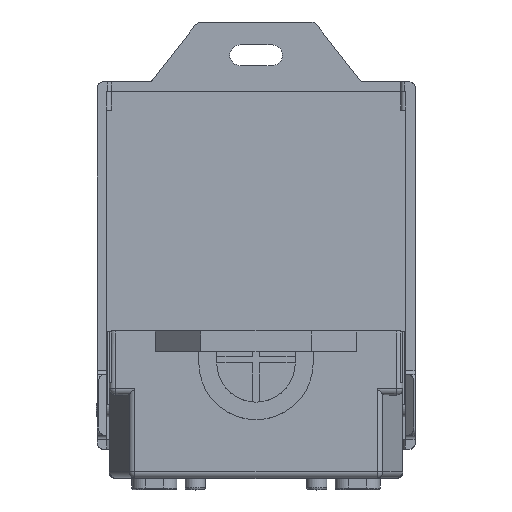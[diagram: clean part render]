
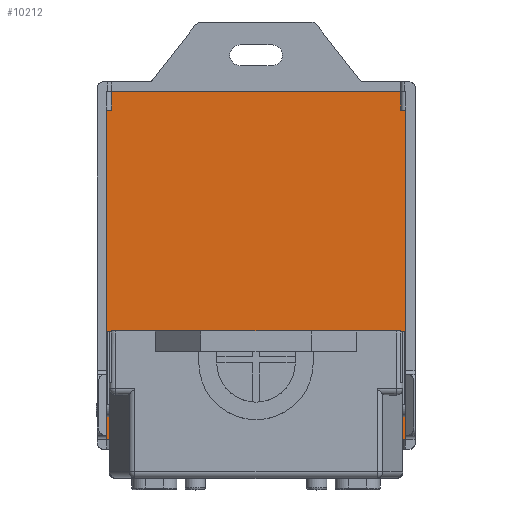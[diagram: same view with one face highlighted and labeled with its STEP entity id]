
A CAD part, top view. The second image highlights one B-rep face of the part: STEP entity #10212.
In plain terms, the highlighted face is planar.
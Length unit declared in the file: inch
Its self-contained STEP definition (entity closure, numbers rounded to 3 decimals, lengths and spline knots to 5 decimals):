
#140 = DIRECTION ( 'NONE',  ( 0., 0., 1. ) ) ;
#227 = VERTEX_POINT ( 'NONE', #13492 ) ;
#469 = VECTOR ( 'NONE', #17779, 39.37008 ) ;
#1011 = VECTOR ( 'NONE', #6908, 39.37008 ) ;
#1083 = VERTEX_POINT ( 'NONE', #10914 ) ;
#1612 = DIRECTION ( 'NONE',  ( 0., -1., 0. ) ) ;
#1764 = CARTESIAN_POINT ( 'NONE',  ( -1.54, -0.095, -1.685 ) ) ;
#1800 = ORIENTED_EDGE ( 'NONE', *, *, #10820, .F. ) ;
#1954 = FACE_OUTER_BOUND ( 'NONE', #2701, .T. ) ;
#2046 = ORIENTED_EDGE ( 'NONE', *, *, #20434, .F. ) ;
#2701 = EDGE_LOOP ( 'NONE', ( #6609, #13519, #14538, #4650, #21822, #7415, #2046, #1800, #2861, #2868, #14558, #16895 ) ) ;
#2740 = LINE ( 'NONE', #19075, #6656 ) ;
#2861 = ORIENTED_EDGE ( 'NONE', *, *, #14888, .F. ) ;
#2868 = ORIENTED_EDGE ( 'NONE', *, *, #9117, .F. ) ;
#2957 = CARTESIAN_POINT ( 'NONE',  ( 1.445, -0.095, -1.685 ) ) ;
#3041 = DIRECTION ( 'NONE',  ( -1., 0., 0. ) ) ;
#3235 = CARTESIAN_POINT ( 'NONE',  ( -1.54, -0.095, -1.78 ) ) ;
#3259 = CARTESIAN_POINT ( 'NONE',  ( 0.76, -0.095, -1.565 ) ) ;
#3906 = VECTOR ( 'NONE', #6802, 39.37008 ) ;
#3944 = VERTEX_POINT ( 'NONE', #2957 ) ;
#3998 = DIRECTION ( 'NONE',  ( -1., 0., 0. ) ) ;
#4573 = CARTESIAN_POINT ( 'NONE',  ( 0.76, -0.095, -1.685 ) ) ;
#4650 = ORIENTED_EDGE ( 'NONE', *, *, #8323, .F. ) ;
#4694 = LINE ( 'NONE', #20877, #9139 ) ;
#5121 = VECTOR ( 'NONE', #15521, 39.37008 ) ;
#5129 = DIRECTION ( 'NONE',  ( -1., 0., 0. ) ) ;
#5317 = CARTESIAN_POINT ( 'NONE',  ( -1.54, -0.095, 1.685 ) ) ;
#5831 = LINE ( 'NONE', #20377, #18881 ) ;
#5883 = CARTESIAN_POINT ( 'NONE',  ( -1.445, -0.095, 1.685 ) ) ;
#6110 = DIRECTION ( 'NONE',  ( -1., 0., 0. ) ) ;
#6245 = CARTESIAN_POINT ( 'NONE',  ( -0.845, -0.095, -1.565 ) ) ;
#6323 = VERTEX_POINT ( 'NONE', #10519 ) ;
#6609 = ORIENTED_EDGE ( 'NONE', *, *, #19603, .F. ) ;
#6656 = VECTOR ( 'NONE', #10545, 39.37008 ) ;
#6802 = DIRECTION ( 'NONE',  ( 0., 0., 1. ) ) ;
#6908 = DIRECTION ( 'NONE',  ( 0., 0., -1. ) ) ;
#7415 = ORIENTED_EDGE ( 'NONE', *, *, #8892, .F. ) ;
#8004 = CARTESIAN_POINT ( 'NONE',  ( -1.54, -0.095, -1.685 ) ) ;
#8081 = LINE ( 'NONE', #1764, #21111 ) ;
#8323 = EDGE_CURVE ( 'NONE', #19052, #16852, #11269, .T. ) ;
#8563 = LINE ( 'NONE', #8004, #12590 ) ;
#8577 = EDGE_CURVE ( 'NONE', #6323, #21709, #4694, .T. ) ;
#8892 = EDGE_CURVE ( 'NONE', #227, #3944, #18499, .T. ) ;
#9117 = EDGE_CURVE ( 'NONE', #21709, #1083, #13957, .T. ) ;
#9135 = VECTOR ( 'NONE', #6110, 39.37008 ) ;
#9139 = VECTOR ( 'NONE', #3998, 39.37008 ) ;
#9172 = CARTESIAN_POINT ( 'NONE',  ( -0.76, -0.095, -1.685 ) ) ;
#9486 = CARTESIAN_POINT ( 'NONE',  ( 0.76, -0.095, -1.685 ) ) ;
#9575 = LINE ( 'NONE', #5317, #5121 ) ;
#9687 = CARTESIAN_POINT ( 'NONE',  ( 0.845, -0.095, -1.565 ) ) ;
#10212 = ADVANCED_FACE ( 'NONE', ( #1954 ), #11695, .T. ) ;
#10298 = EDGE_CURVE ( 'NONE', #14500, #6323, #2740, .T. ) ;
#10519 = CARTESIAN_POINT ( 'NONE',  ( -0.76, -0.095, -1.565 ) ) ;
#10545 = DIRECTION ( 'NONE',  ( 0., 0., 1. ) ) ;
#10558 = EDGE_CURVE ( 'NONE', #19667, #14671, #17308, .T. ) ;
#10820 = EDGE_CURVE ( 'NONE', #21853, #21568, #5831, .T. ) ;
#10914 = CARTESIAN_POINT ( 'NONE',  ( -0.845, -0.095, -1.685 ) ) ;
#11153 = EDGE_CURVE ( 'NONE', #16852, #19667, #19642, .T. ) ;
#11269 = LINE ( 'NONE', #17031, #3906 ) ;
#11695 = PLANE ( 'NONE',  #20639 ) ;
#11729 = CARTESIAN_POINT ( 'NONE',  ( -1.445, -0.095, -1.685 ) ) ;
#12590 = VECTOR ( 'NONE', #3041, 39.37008 ) ;
#13393 = DIRECTION ( 'NONE',  ( -1., 0., 0. ) ) ;
#13437 = DIRECTION ( 'NONE',  ( 0., 0., -1. ) ) ;
#13492 = CARTESIAN_POINT ( 'NONE',  ( 1.445, -0.095, 1.685 ) ) ;
#13519 = ORIENTED_EDGE ( 'NONE', *, *, #10558, .F. ) ;
#13957 = LINE ( 'NONE', #19385, #469 ) ;
#14500 = VERTEX_POINT ( 'NONE', #9172 ) ;
#14538 = ORIENTED_EDGE ( 'NONE', *, *, #11153, .F. ) ;
#14558 = ORIENTED_EDGE ( 'NONE', *, *, #8577, .F. ) ;
#14595 = EDGE_CURVE ( 'NONE', #3944, #19052, #18783, .T. ) ;
#14671 = VERTEX_POINT ( 'NONE', #4573 ) ;
#14859 = CARTESIAN_POINT ( 'NONE',  ( 0.845, -0.095, -1.685 ) ) ;
#14888 = EDGE_CURVE ( 'NONE', #1083, #21853, #8081, .T. ) ;
#15521 = DIRECTION ( 'NONE',  ( 1., 0., 0. ) ) ;
#15680 = VECTOR ( 'NONE', #13393, 39.37008 ) ;
#16319 = CARTESIAN_POINT ( 'NONE',  ( -1.54, -0.095, -1.685 ) ) ;
#16817 = CARTESIAN_POINT ( 'NONE',  ( 0.76, -0.095, -1.565 ) ) ;
#16852 = VERTEX_POINT ( 'NONE', #9687 ) ;
#16895 = ORIENTED_EDGE ( 'NONE', *, *, #10298, .F. ) ;
#17031 = CARTESIAN_POINT ( 'NONE',  ( 0.845, -0.095, -1.685 ) ) ;
#17056 = CARTESIAN_POINT ( 'NONE',  ( 1.445, -0.095, 1.78 ) ) ;
#17308 = LINE ( 'NONE', #9486, #21798 ) ;
#17779 = DIRECTION ( 'NONE',  ( 0., 0., -1. ) ) ;
#18499 = LINE ( 'NONE', #17056, #1011 ) ;
#18783 = LINE ( 'NONE', #16319, #9135 ) ;
#18881 = VECTOR ( 'NONE', #140, 39.37008 ) ;
#19052 = VERTEX_POINT ( 'NONE', #14859 ) ;
#19075 = CARTESIAN_POINT ( 'NONE',  ( -0.76, -0.095, -1.685 ) ) ;
#19385 = CARTESIAN_POINT ( 'NONE',  ( -0.845, -0.095, -1.685 ) ) ;
#19603 = EDGE_CURVE ( 'NONE', #14671, #14500, #8563, .T. ) ;
#19642 = LINE ( 'NONE', #3259, #15680 ) ;
#19667 = VERTEX_POINT ( 'NONE', #16817 ) ;
#19732 = DIRECTION ( 'NONE',  ( 0., 0., -1. ) ) ;
#20377 = CARTESIAN_POINT ( 'NONE',  ( -1.445, -0.095, 1.78 ) ) ;
#20434 = EDGE_CURVE ( 'NONE', #21568, #227, #9575, .T. ) ;
#20639 = AXIS2_PLACEMENT_3D ( 'NONE', #3235, #1612, #13437 ) ;
#20877 = CARTESIAN_POINT ( 'NONE',  ( -0.845, -0.095, -1.565 ) ) ;
#21111 = VECTOR ( 'NONE', #5129, 39.37008 ) ;
#21568 = VERTEX_POINT ( 'NONE', #5883 ) ;
#21709 = VERTEX_POINT ( 'NONE', #6245 ) ;
#21798 = VECTOR ( 'NONE', #19732, 39.37008 ) ;
#21822 = ORIENTED_EDGE ( 'NONE', *, *, #14595, .F. ) ;
#21853 = VERTEX_POINT ( 'NONE', #11729 ) ;
